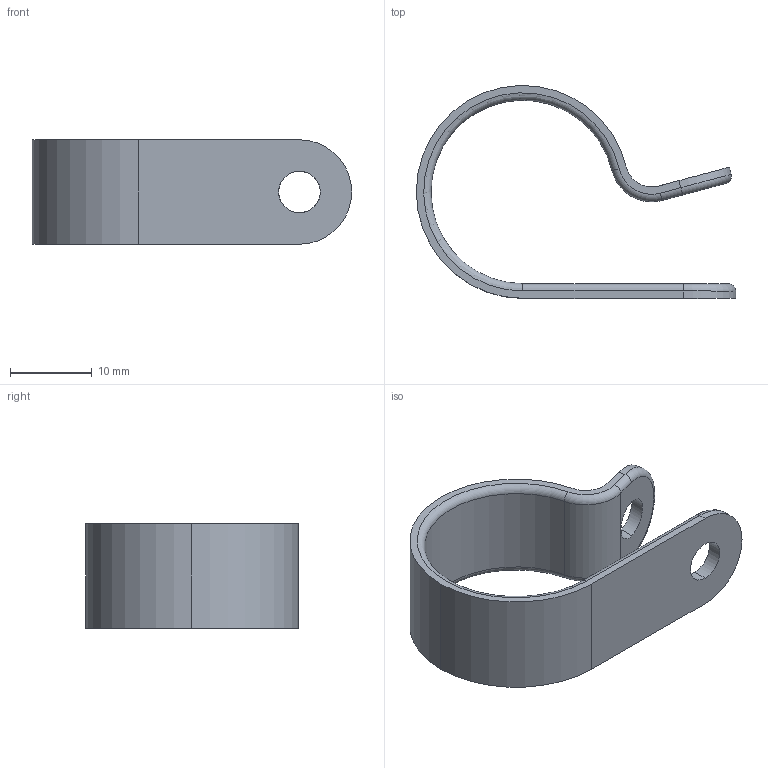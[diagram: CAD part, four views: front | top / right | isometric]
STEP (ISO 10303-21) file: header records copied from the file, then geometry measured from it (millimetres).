
FILE_DESCRIPTION (( 'STEP AP203' ), '1' );
FILE_NAME ('CP-260-14.STEP', '2016-02-16T08:01:40', ( '' ), ( '' ), 'SwSTEP 2.0', 'SolidWorks 2012', '' );
FILE_SCHEMA (( 'CONFIG_CONTROL_DESIGN' ));
Length unit declared in the file: millimetre
Products named in the file (1): CP-260-14
Bounding box: 39.15 x 26.09 x 12.8 mm (x, y, z)
Volume: 2039.5 mm3; surface area: 2657.9 mm2
Topology: 1 solids, 1 shells, 32 faces, 78 edges, 48 vertices
Faces by surface type: cylinder 18, torus 8, plane 6
Entity records: 1035 total; most frequent: DIRECTION 184, CARTESIAN_POINT 171, ORIENTED_EDGE 156, EDGE_CURVE 78, AXIS2_PLACEMENT_3D 77, VERTEX_POINT 48, CIRCLE 44, EDGE_LOOP 36
